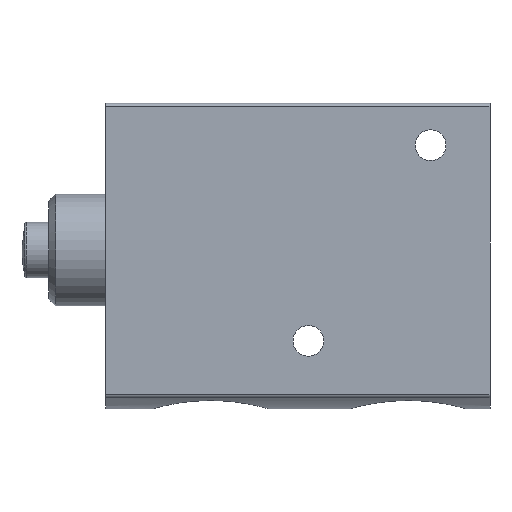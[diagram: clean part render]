
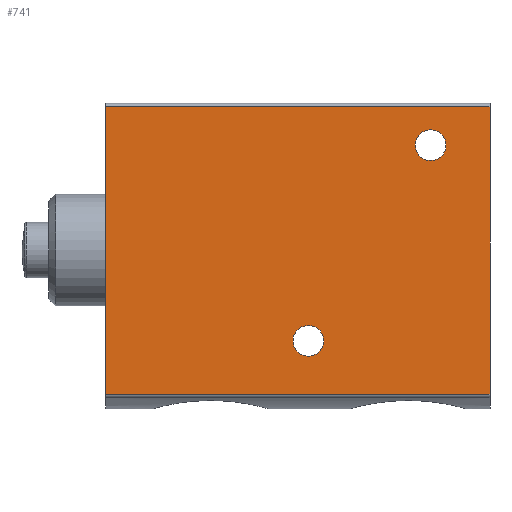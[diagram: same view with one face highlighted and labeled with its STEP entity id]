
A CAD part, left-side view. The second image highlights one B-rep face of the part: STEP entity #741.
In plain terms, the highlighted face is planar.
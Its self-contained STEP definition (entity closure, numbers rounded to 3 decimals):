
#49=PLANE('',#828);
#67=LINE('',#1244,#89);
#75=LINE('',#1275,#97);
#76=LINE('',#1283,#98);
#77=LINE('',#1284,#99);
#89=VECTOR('',#943,1000.);
#97=VECTOR('',#977,1000.);
#98=VECTOR('',#986,1000.);
#99=VECTOR('',#987,1000.);
#121=CIRCLE('',#829,2.2);
#122=CIRCLE('',#830,2.2);
#199=ORIENTED_EDGE('',*,*,#357,.T.);
#200=ORIENTED_EDGE('',*,*,#358,.T.);
#201=ORIENTED_EDGE('',*,*,#359,.T.);
#202=ORIENTED_EDGE('',*,*,#339,.F.);
#203=ORIENTED_EDGE('',*,*,#360,.F.);
#204=ORIENTED_EDGE('',*,*,#355,.T.);
#339=EDGE_CURVE('',#421,#418,#67,.T.);
#355=EDGE_CURVE('',#432,#431,#75,.T.);
#357=EDGE_CURVE('',#433,#433,#121,.T.);
#358=EDGE_CURVE('',#434,#434,#122,.T.);
#359=EDGE_CURVE('',#431,#418,#76,.T.);
#360=EDGE_CURVE('',#432,#421,#77,.T.);
#418=VERTEX_POINT('',#1238);
#421=VERTEX_POINT('',#1243);
#431=VERTEX_POINT('',#1274);
#432=VERTEX_POINT('',#1276);
#433=VERTEX_POINT('',#1280);
#434=VERTEX_POINT('',#1282);
#501=EDGE_LOOP('',(#199));
#502=EDGE_LOOP('',(#200));
#503=EDGE_LOOP('',(#201,#202,#203,#204));
#609=FACE_BOUND('',#501,.T.);
#610=FACE_BOUND('',#502,.T.);
#611=FACE_BOUND('',#503,.T.);
#741=ADVANCED_FACE('',(#609,#610,#611),#49,.F.);
#828=AXIS2_PLACEMENT_3D('',#1278,#980,#981);
#829=AXIS2_PLACEMENT_3D('',#1279,#982,#983);
#830=AXIS2_PLACEMENT_3D('',#1281,#984,#985);
#943=DIRECTION('',(0.,-1.,0.));
#977=DIRECTION('',(0.,-1.,0.));
#980=DIRECTION('',(0.,0.,1.));
#981=DIRECTION('',(1.,0.,0.));
#982=DIRECTION('',(0.,0.,1.));
#983=DIRECTION('',(1.,0.,0.));
#984=DIRECTION('',(0.,0.,1.));
#985=DIRECTION('',(1.,0.,0.));
#986=DIRECTION('',(-1.,0.,0.));
#987=DIRECTION('',(-1.,0.,0.));
#1238=CARTESIAN_POINT('',(-20.5,0.,-10.));
#1243=CARTESIAN_POINT('',(-20.5,55.,-10.));
#1244=CARTESIAN_POINT('',(-20.5,55.,-10.));
#1274=CARTESIAN_POINT('',(20.644,0.,-10.));
#1275=CARTESIAN_POINT('',(20.644,55.,-10.));
#1276=CARTESIAN_POINT('',(20.644,55.,-10.));
#1278=CARTESIAN_POINT('',(20.644,55.,-10.));
#1279=CARTESIAN_POINT('',(13.,26.,-10.));
#1280=CARTESIAN_POINT('',(15.2,26.,-10.));
#1281=CARTESIAN_POINT('',(-15.,8.5,-10.));
#1282=CARTESIAN_POINT('',(-12.8,8.5,-10.));
#1283=CARTESIAN_POINT('',(20.644,0.,-10.));
#1284=CARTESIAN_POINT('',(20.644,55.,-10.));
